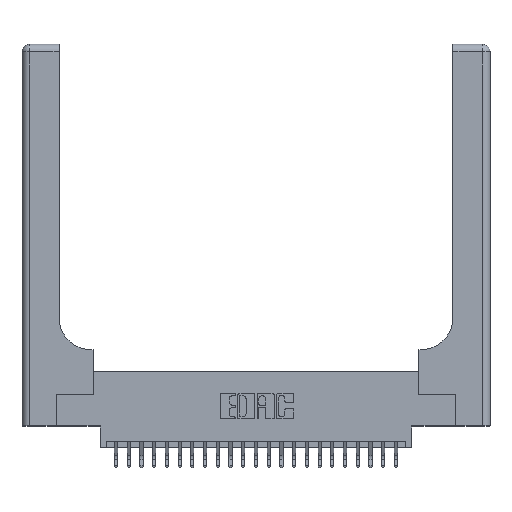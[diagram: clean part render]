
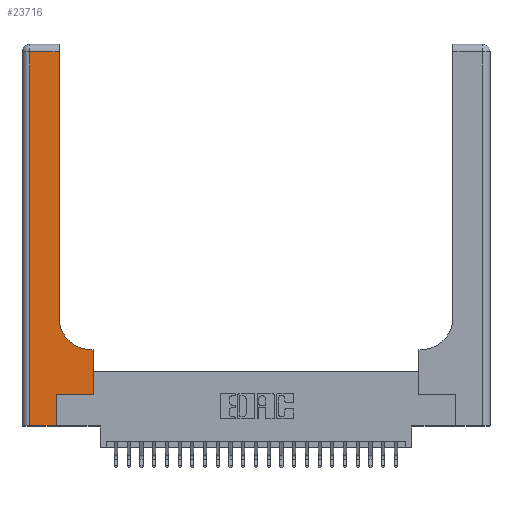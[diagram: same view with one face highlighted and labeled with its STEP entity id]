
A CAD part, top view. The second image highlights one B-rep face of the part: STEP entity #23716.
In plain terms, the highlighted planar face has unit normal (0, 0, 1).
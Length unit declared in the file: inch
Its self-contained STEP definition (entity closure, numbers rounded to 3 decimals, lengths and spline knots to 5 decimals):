
#334 = LINE ( 'NONE', #17751, #20590 ) ;
#633 = VERTEX_POINT ( 'NONE', #4798 ) ;
#758 = ORIENTED_EDGE ( 'NONE', *, *, #10167, .T. ) ;
#946 = LINE ( 'NONE', #20965, #5219 ) ;
#1112 = VECTOR ( 'NONE', #25573, 39.37008 ) ;
#2609 = AXIS2_PLACEMENT_3D ( 'NONE', #20857, #8947, #22841 ) ;
#2688 = PLANE ( 'NONE',  #2609 ) ;
#2843 = ORIENTED_EDGE ( 'NONE', *, *, #15436, .T. ) ;
#3493 = LINE ( 'NONE', #9165, #8288 ) ;
#4765 = VERTEX_POINT ( 'NONE', #14500 ) ;
#4798 = CARTESIAN_POINT ( 'NONE',  ( 0.06, 2.94, 0.37 ) ) ;
#4930 = CARTESIAN_POINT ( 'NONE',  ( 0.5415, 0.6, 0.37 ) ) ;
#4988 = DIRECTION ( 'NONE',  ( -1., 0., 0. ) ) ;
#5219 = VECTOR ( 'NONE', #4988, 39.37008 ) ;
#5443 = VECTOR ( 'NONE', #15676, 39.37008 ) ;
#5696 = FACE_OUTER_BOUND ( 'NONE', #14165, .T. ) ;
#6493 = ORIENTED_EDGE ( 'NONE', *, *, #7674, .T. ) ;
#7108 = VERTEX_POINT ( 'NONE', #24992 ) ;
#7444 = ORIENTED_EDGE ( 'NONE', *, *, #7566, .T. ) ;
#7566 = EDGE_CURVE ( 'NONE', #4765, #18875, #20739, .T. ) ;
#7674 = EDGE_CURVE ( 'NONE', #633, #4765, #24160, .T. ) ;
#7784 = DIRECTION ( 'NONE',  ( -1., 0., 0. ) ) ;
#8288 = VECTOR ( 'NONE', #19151, 39.37008 ) ;
#8947 = DIRECTION ( 'NONE',  ( 0., 0., -1. ) ) ;
#9053 = CARTESIAN_POINT ( 'NONE',  ( 0.5585, 0.6, 0.37 ) ) ;
#9165 = CARTESIAN_POINT ( 'NONE',  ( 0.5585, 0.25, 0.37 ) ) ;
#9494 = ORIENTED_EDGE ( 'NONE', *, *, #16623, .T. ) ;
#9650 = CARTESIAN_POINT ( 'NONE',  ( 0.269, 0.25, 0.37 ) ) ;
#10167 = EDGE_CURVE ( 'NONE', #20241, #22050, #17861, .T. ) ;
#10189 = CIRCLE ( 'NONE', #21457, 0.25 ) ;
#10324 = LINE ( 'NONE', #24098, #25558 ) ;
#10679 = ORIENTED_EDGE ( 'NONE', *, *, #13742, .T. ) ;
#11505 = ORIENTED_EDGE ( 'NONE', *, *, #11592, .T. ) ;
#11592 = EDGE_CURVE ( 'NONE', #18258, #633, #334, .T. ) ;
#11738 = DIRECTION ( 'NONE',  ( 0., 0., -1. ) ) ;
#12714 = ORIENTED_EDGE ( 'NONE', *, *, #15432, .T. ) ;
#13032 = VERTEX_POINT ( 'NONE', #4930 ) ;
#13594 = VECTOR ( 'NONE', #16529, 39.37008 ) ;
#13716 = VERTEX_POINT ( 'NONE', #9053 ) ;
#13742 = EDGE_CURVE ( 'NONE', #13716, #13032, #946, .T. ) ;
#13764 = ORIENTED_EDGE ( 'NONE', *, *, #26115, .T. ) ;
#14165 = EDGE_LOOP ( 'NONE', ( #12714, #11505, #6493, #7444, #13764, #758, #9494, #10679, #2843 ) ) ;
#14500 = CARTESIAN_POINT ( 'NONE',  ( 0.06, 0., 0.37 ) ) ;
#15432 = EDGE_CURVE ( 'NONE', #7108, #18258, #20748, .T. ) ;
#15436 = EDGE_CURVE ( 'NONE', #13032, #7108, #10189, .T. ) ;
#15507 = CARTESIAN_POINT ( 'NONE',  ( 0.2915, 3., 0.37 ) ) ;
#15676 = DIRECTION ( 'NONE',  ( 0., 1., 0. ) ) ;
#16359 = CARTESIAN_POINT ( 'NONE',  ( 0., 0., 0.37 ) ) ;
#16529 = DIRECTION ( 'NONE',  ( 0., -1., 0. ) ) ;
#16623 = EDGE_CURVE ( 'NONE', #22050, #13716, #3493, .T. ) ;
#17751 = CARTESIAN_POINT ( 'NONE',  ( 0., 2.94, 0.37 ) ) ;
#17861 = LINE ( 'NONE', #9650, #1112 ) ;
#17884 = CARTESIAN_POINT ( 'NONE',  ( 0.269, 0., 0.37 ) ) ;
#18258 = VERTEX_POINT ( 'NONE', #25170 ) ;
#18570 = CARTESIAN_POINT ( 'NONE',  ( 0.06, 3., 0.37 ) ) ;
#18875 = VERTEX_POINT ( 'NONE', #17884 ) ;
#19151 = DIRECTION ( 'NONE',  ( 0., 1., 0. ) ) ;
#20107 = VECTOR ( 'NONE', #24337, 39.37008 ) ;
#20147 = CARTESIAN_POINT ( 'NONE',  ( 0.5585, 0.25, 0.37 ) ) ;
#20241 = VERTEX_POINT ( 'NONE', #24428 ) ;
#20590 = VECTOR ( 'NONE', #7784, 39.37008 ) ;
#20739 = LINE ( 'NONE', #16359, #20107 ) ;
#20748 = LINE ( 'NONE', #15507, #5443 ) ;
#20857 = CARTESIAN_POINT ( 'NONE',  ( 0., 3., 0.37 ) ) ;
#20965 = CARTESIAN_POINT ( 'NONE',  ( 0.2915, 0.6, 0.37 ) ) ;
#21457 = AXIS2_PLACEMENT_3D ( 'NONE', #23642, #11738, #25666 ) ;
#22050 = VERTEX_POINT ( 'NONE', #20147 ) ;
#22841 = DIRECTION ( 'NONE',  ( -1., 0., 0. ) ) ;
#23642 = CARTESIAN_POINT ( 'NONE',  ( 0.5415, 0.85, 0.37 ) ) ;
#23716 = ADVANCED_FACE ( 'NONE', ( #5696 ), #2688, .F. ) ;
#24098 = CARTESIAN_POINT ( 'NONE',  ( 0.269, 0., 0.37 ) ) ;
#24160 = LINE ( 'NONE', #18570, #13594 ) ;
#24337 = DIRECTION ( 'NONE',  ( 1., 0., 0. ) ) ;
#24428 = CARTESIAN_POINT ( 'NONE',  ( 0.269, 0.25, 0.37 ) ) ;
#24992 = CARTESIAN_POINT ( 'NONE',  ( 0.2915, 0.85, 0.37 ) ) ;
#25170 = CARTESIAN_POINT ( 'NONE',  ( 0.2915, 2.94, 0.37 ) ) ;
#25558 = VECTOR ( 'NONE', #26102, 39.37008 ) ;
#25573 = DIRECTION ( 'NONE',  ( 1., 0., 0. ) ) ;
#25666 = DIRECTION ( 'NONE',  ( 1., 0., 0. ) ) ;
#26102 = DIRECTION ( 'NONE',  ( 0., 1., 0. ) ) ;
#26115 = EDGE_CURVE ( 'NONE', #18875, #20241, #10324, .T. ) ;
